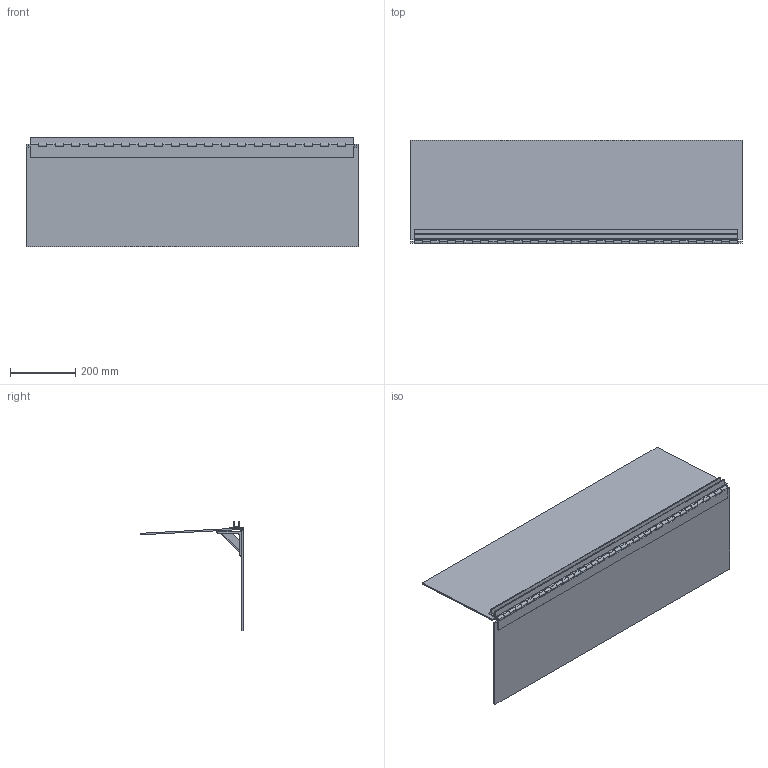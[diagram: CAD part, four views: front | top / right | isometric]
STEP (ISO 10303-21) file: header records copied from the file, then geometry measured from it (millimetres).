
FILE_DESCRIPTION(/* description */ (''),/* implementation_level */ '2;1');
FILE_NAME(/* name */ 'FE-00014_ASM_3_ASM.stp',/* time_stamp */ '2017-01-08T11:45:58-05:00',/* author */ ('jeff1'),/* organization */ (''),/* preprocessor_version */ 'ST-DEVELOPER v16.5',/* originating_system */ 'Autodesk Inventor 2017',/* authorisation */ '');
FILE_SCHEMA (('AUTOMOTIVE_DESIGN { 1 0 10303 214 3 1 1 }'));
Length unit declared in the file: inch
Products named in the file (9): FE-00014_ASM_3_ASM; FE-00014-02_ASM_1_ASM; FE-00014-02-A_1; FE-00014-02-B_1; FE-00014-02-C_1; FE-00014-01_1; FE-00014-04_1; FE-00014-05_1; FE-00014-03_1
Assembly tree (9 placements, depth 3):
  FE-00014_ASM_3_ASM
    FE-00014-01_1  x2
    FE-00014-02_ASM_1_ASM
      FE-00014-02-A_1
      FE-00014-02-B_1
      FE-00014-02-C_1
    FE-00014-04_1
    FE-00014-05_1
    FE-00014-03_1
Bounding box: 1016 x 317.05 x 335.96 mm (x, y, z)
Volume: 3386604.4 mm3; surface area: 1607661.4 mm2
Topology: 8 solids, 8 shells, 284 faces, 804 edges, 536 vertices
Faces by surface type: plane 202, cylinder 82
Full cylindrical faces by diameter (mm): 6.35 x1
Entity records: 9269 total; most frequent: CARTESIAN_POINT 1615, ORIENTED_EDGE 1582, DIRECTION 1547, EDGE_CURVE 791, LINE 627, VECTOR 627, VERTEX_POINT 528, AXIS2_PLACEMENT_3D 460
